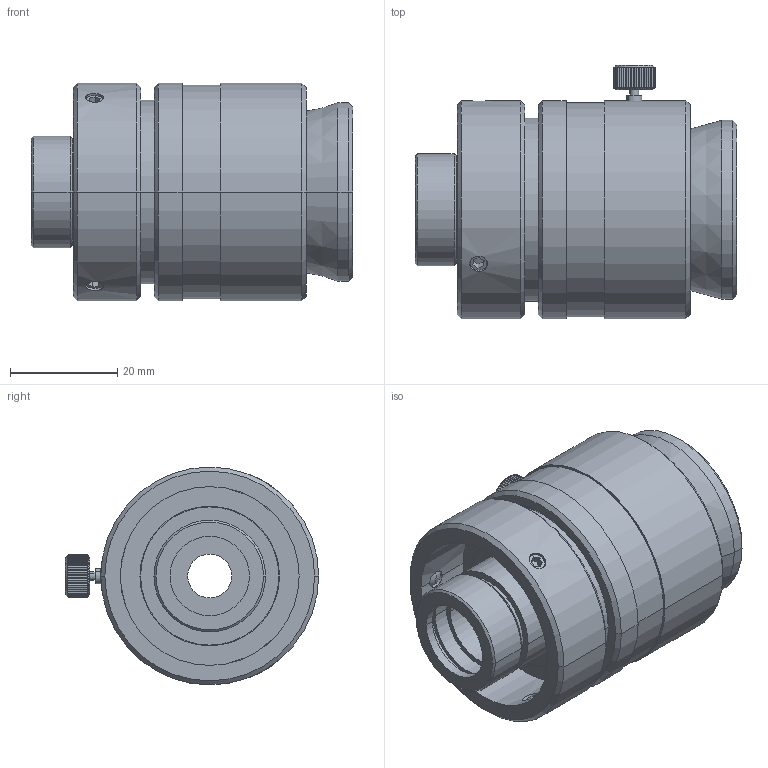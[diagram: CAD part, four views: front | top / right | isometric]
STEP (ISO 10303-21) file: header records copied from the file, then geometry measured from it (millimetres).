
FILE_DESCRIPTION((''),'2;1');
FILE_NAME('BOB''S PROJECTS\BOB''60189_O.stp','2003-11-25T10:37:05',('PODLENA'),(''),'Autodesk Inventor 7','Autodesk Inventor 7','');
FILE_SCHEMA(('AUTOMOTIVE_DESIGN { 1 0 10303 214 1 1 1 1 }'));
Length unit declared in the file: inch
Products named in the file (11): 60189_O; 60234; 7152; 60233; 60436; 7261; 60433; 7004; 60230; 60231; 60232
Assembly tree (12 placements, depth 3):
  60189_O
    60234
    7152
    60233
    60436
      7261
      60433
    7004  x3
    60230
    60231
    60232
Bounding box: 59.97 x 47.26 x 40.64 mm (x, y, z)
Volume: 38714.3 mm3; surface area: 27077.3 mm2
Topology: 11 solids, 11 shells, 356 faces, 847 edges, 539 vertices
Faces by surface type: cylinder 192, plane 76, cone 70, bspline 12, sphere 6
Entity records: 12327 total; most frequent: CARTESIAN_POINT 4325, DIRECTION 1694, ORIENTED_EDGE 1566, EDGE_CURVE 783, AXIS2_PLACEMENT_3D 696, VERTEX_POINT 499, EDGE_LOOP 374, CIRCLE 357
